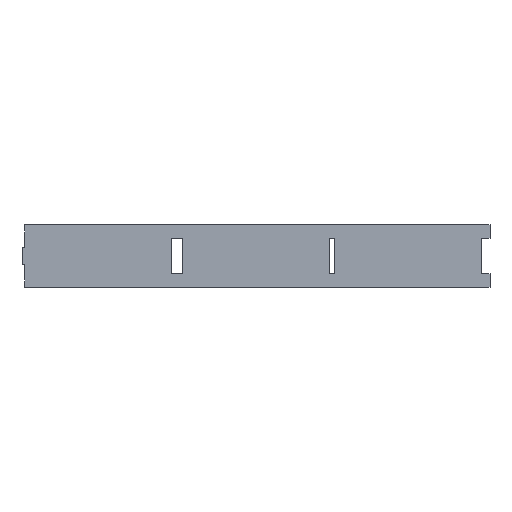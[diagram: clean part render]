
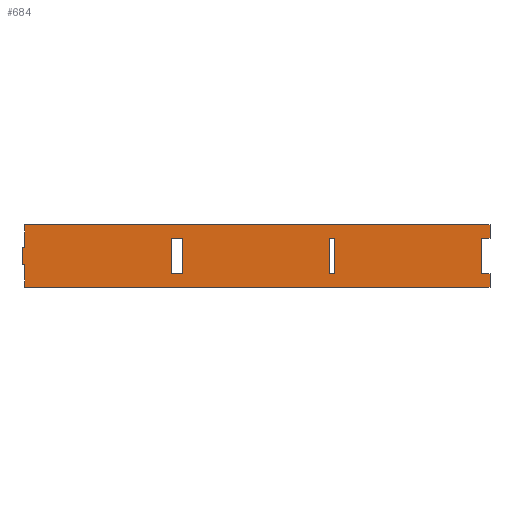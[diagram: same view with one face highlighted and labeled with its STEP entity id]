
A CAD part, top view. The second image highlights one B-rep face of the part: STEP entity #684.
In plain terms, the highlighted planar face has unit normal (0, 0, 1).
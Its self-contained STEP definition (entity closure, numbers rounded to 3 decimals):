
#36=CARTESIAN_POINT('Line Origine',(123.,0.,3.)) ;
#40=CARTESIAN_POINT('Vertex',(0.,0.,3.)) ;
#42=CARTESIAN_POINT('Vertex',(246.,0.,3.)) ;
#76=CARTESIAN_POINT('Line Origine',(246.,-3.5,3.)) ;
#80=CARTESIAN_POINT('Vertex',(246.,-7.,3.)) ;
#107=CARTESIAN_POINT('Line Origine',(243.75,-7.,3.)) ;
#111=CARTESIAN_POINT('Vertex',(241.5,-7.,3.)) ;
#138=CARTESIAN_POINT('Line Origine',(241.5,-16.5,3.)) ;
#142=CARTESIAN_POINT('Vertex',(241.5,-26.,3.)) ;
#169=CARTESIAN_POINT('Line Origine',(243.75,-26.,3.)) ;
#173=CARTESIAN_POINT('Vertex',(246.,-26.,3.)) ;
#195=CARTESIAN_POINT('Line Origine',(246.,-29.5,3.)) ;
#199=CARTESIAN_POINT('Vertex',(246.,-33.,3.)) ;
#226=CARTESIAN_POINT('Line Origine',(123.,-33.,3.)) ;
#230=CARTESIAN_POINT('Vertex',(0.,-33.,3.)) ;
#257=CARTESIAN_POINT('Line Origine',(0.,-27.,3.)) ;
#261=CARTESIAN_POINT('Vertex',(0.,-21.,3.)) ;
#288=CARTESIAN_POINT('Line Origine',(-0.75,-21.,3.)) ;
#292=CARTESIAN_POINT('Vertex',(-1.5,-21.,3.)) ;
#319=CARTESIAN_POINT('Line Origine',(-1.5,-16.5,3.)) ;
#323=CARTESIAN_POINT('Vertex',(-1.5,-12.,3.)) ;
#350=CARTESIAN_POINT('Line Origine',(-0.75,-12.,3.)) ;
#354=CARTESIAN_POINT('Vertex',(0.,-12.,3.)) ;
#376=CARTESIAN_POINT('Line Origine',(0.,-6.,3.)) ;
#399=CARTESIAN_POINT('Vertex',(83.5,-26.,3.)) ;
#413=CARTESIAN_POINT('Vertex',(77.5,-26.,3.)) ;
#416=CARTESIAN_POINT('Line Origine',(80.5,-26.,3.)) ;
#439=CARTESIAN_POINT('Vertex',(83.5,-7.,3.)) ;
#447=CARTESIAN_POINT('Line Origine',(83.5,-16.5,3.)) ;
#465=CARTESIAN_POINT('Vertex',(77.5,-7.,3.)) ;
#473=CARTESIAN_POINT('Line Origine',(80.5,-7.,3.)) ;
#495=CARTESIAN_POINT('Line Origine',(77.5,-16.5,3.)) ;
#513=CARTESIAN_POINT('Vertex',(164.,-26.,3.)) ;
#527=CARTESIAN_POINT('Vertex',(161.,-26.,3.)) ;
#530=CARTESIAN_POINT('Line Origine',(162.5,-26.,3.)) ;
#553=CARTESIAN_POINT('Vertex',(164.,-7.,3.)) ;
#561=CARTESIAN_POINT('Line Origine',(164.,-16.5,3.)) ;
#579=CARTESIAN_POINT('Vertex',(161.,-7.,3.)) ;
#587=CARTESIAN_POINT('Line Origine',(162.5,-7.,3.)) ;
#609=CARTESIAN_POINT('Line Origine',(161.,-16.5,3.)) ;
#653=CARTESIAN_POINT('Axis2P3D Location',(0.,0.,3.)) ;
#38=VECTOR('Line Direction',#37,1.) ;
#78=VECTOR('Line Direction',#77,1.) ;
#109=VECTOR('Line Direction',#108,1.) ;
#140=VECTOR('Line Direction',#139,1.) ;
#171=VECTOR('Line Direction',#170,1.) ;
#197=VECTOR('Line Direction',#196,1.) ;
#228=VECTOR('Line Direction',#227,1.) ;
#259=VECTOR('Line Direction',#258,1.) ;
#290=VECTOR('Line Direction',#289,1.) ;
#321=VECTOR('Line Direction',#320,1.) ;
#352=VECTOR('Line Direction',#351,1.) ;
#378=VECTOR('Line Direction',#377,1.) ;
#418=VECTOR('Line Direction',#417,1.) ;
#449=VECTOR('Line Direction',#448,1.) ;
#475=VECTOR('Line Direction',#474,1.) ;
#497=VECTOR('Line Direction',#496,1.) ;
#532=VECTOR('Line Direction',#531,1.) ;
#563=VECTOR('Line Direction',#562,1.) ;
#589=VECTOR('Line Direction',#588,1.) ;
#611=VECTOR('Line Direction',#610,1.) ;
#37=DIRECTION('Vector Direction',(1.,0.,0.)) ;
#77=DIRECTION('Vector Direction',(0.,-1.,0.)) ;
#108=DIRECTION('Vector Direction',(1.,0.,0.)) ;
#139=DIRECTION('Vector Direction',(0.,1.,0.)) ;
#170=DIRECTION('Vector Direction',(-1.,0.,0.)) ;
#196=DIRECTION('Vector Direction',(0.,-1.,0.)) ;
#227=DIRECTION('Vector Direction',(-1.,0.,0.)) ;
#258=DIRECTION('Vector Direction',(0.,1.,0.)) ;
#289=DIRECTION('Vector Direction',(1.,0.,0.)) ;
#320=DIRECTION('Vector Direction',(0.,-1.,0.)) ;
#351=DIRECTION('Vector Direction',(-1.,0.,0.)) ;
#377=DIRECTION('Vector Direction',(0.,1.,0.)) ;
#417=DIRECTION('Vector Direction',(1.,0.,0.)) ;
#448=DIRECTION('Vector Direction',(0.,-1.,0.)) ;
#474=DIRECTION('Vector Direction',(-1.,0.,0.)) ;
#496=DIRECTION('Vector Direction',(0.,1.,0.)) ;
#531=DIRECTION('Vector Direction',(1.,0.,0.)) ;
#562=DIRECTION('Vector Direction',(0.,-1.,0.)) ;
#588=DIRECTION('Vector Direction',(-1.,0.,0.)) ;
#610=DIRECTION('Vector Direction',(0.,1.,0.)) ;
#654=DIRECTION('Axis2P3D Direction',(0.,0.,-1.)) ;
#655=DIRECTION('Axis2P3D XDirection',(1.,0.,0.)) ;
#656=AXIS2_PLACEMENT_3D('Plane Axis2P3D',#653,#654,#655) ;
#39=LINE('Line',#36,#38) ;
#79=LINE('Line',#76,#78) ;
#110=LINE('Line',#107,#109) ;
#141=LINE('Line',#138,#140) ;
#172=LINE('Line',#169,#171) ;
#198=LINE('Line',#195,#197) ;
#229=LINE('Line',#226,#228) ;
#260=LINE('Line',#257,#259) ;
#291=LINE('Line',#288,#290) ;
#322=LINE('Line',#319,#321) ;
#353=LINE('Line',#350,#352) ;
#379=LINE('Line',#376,#378) ;
#419=LINE('Line',#416,#418) ;
#450=LINE('Line',#447,#449) ;
#476=LINE('Line',#473,#475) ;
#498=LINE('Line',#495,#497) ;
#533=LINE('Line',#530,#532) ;
#564=LINE('Line',#561,#563) ;
#590=LINE('Line',#587,#589) ;
#612=LINE('Line',#609,#611) ;
#657=PLANE('',#656) ;
#677=FACE_BOUND('',#672,.T.) ;
#683=FACE_BOUND('',#678,.T.) ;
#44=EDGE_CURVE('',#41,#43,#39,.T.) ;
#82=EDGE_CURVE('',#43,#81,#79,.T.) ;
#113=EDGE_CURVE('',#81,#112,#110,.F.) ;
#144=EDGE_CURVE('',#112,#143,#141,.F.) ;
#175=EDGE_CURVE('',#143,#174,#172,.F.) ;
#201=EDGE_CURVE('',#174,#200,#198,.T.) ;
#232=EDGE_CURVE('',#200,#231,#229,.T.) ;
#263=EDGE_CURVE('',#231,#262,#260,.T.) ;
#294=EDGE_CURVE('',#262,#293,#291,.F.) ;
#325=EDGE_CURVE('',#293,#324,#322,.F.) ;
#356=EDGE_CURVE('',#324,#355,#353,.F.) ;
#380=EDGE_CURVE('',#355,#41,#379,.T.) ;
#420=EDGE_CURVE('',#400,#414,#419,.F.) ;
#451=EDGE_CURVE('',#440,#400,#450,.T.) ;
#477=EDGE_CURVE('',#466,#440,#476,.F.) ;
#499=EDGE_CURVE('',#414,#466,#498,.T.) ;
#534=EDGE_CURVE('',#514,#528,#533,.F.) ;
#565=EDGE_CURVE('',#554,#514,#564,.T.) ;
#591=EDGE_CURVE('',#580,#554,#590,.F.) ;
#613=EDGE_CURVE('',#528,#580,#612,.T.) ;
#659=ORIENTED_EDGE('',*,*,#380,.F.) ;
#660=ORIENTED_EDGE('',*,*,#356,.F.) ;
#661=ORIENTED_EDGE('',*,*,#325,.F.) ;
#662=ORIENTED_EDGE('',*,*,#294,.F.) ;
#663=ORIENTED_EDGE('',*,*,#263,.F.) ;
#664=ORIENTED_EDGE('',*,*,#232,.F.) ;
#665=ORIENTED_EDGE('',*,*,#201,.F.) ;
#666=ORIENTED_EDGE('',*,*,#175,.F.) ;
#667=ORIENTED_EDGE('',*,*,#144,.F.) ;
#668=ORIENTED_EDGE('',*,*,#113,.F.) ;
#669=ORIENTED_EDGE('',*,*,#82,.F.) ;
#670=ORIENTED_EDGE('',*,*,#44,.F.) ;
#673=ORIENTED_EDGE('',*,*,#499,.T.) ;
#674=ORIENTED_EDGE('',*,*,#477,.T.) ;
#675=ORIENTED_EDGE('',*,*,#451,.T.) ;
#676=ORIENTED_EDGE('',*,*,#420,.T.) ;
#679=ORIENTED_EDGE('',*,*,#613,.T.) ;
#680=ORIENTED_EDGE('',*,*,#591,.T.) ;
#681=ORIENTED_EDGE('',*,*,#565,.T.) ;
#682=ORIENTED_EDGE('',*,*,#534,.T.) ;
#658=EDGE_LOOP('',(#659,#660,#661,#662,#663,#664,#665,#666,#667,#668,#669,#670)) ;
#672=EDGE_LOOP('',(#673,#674,#675,#676)) ;
#678=EDGE_LOOP('',(#679,#680,#681,#682)) ;
#41=VERTEX_POINT('',#40) ;
#43=VERTEX_POINT('',#42) ;
#81=VERTEX_POINT('',#80) ;
#112=VERTEX_POINT('',#111) ;
#143=VERTEX_POINT('',#142) ;
#174=VERTEX_POINT('',#173) ;
#200=VERTEX_POINT('',#199) ;
#231=VERTEX_POINT('',#230) ;
#262=VERTEX_POINT('',#261) ;
#293=VERTEX_POINT('',#292) ;
#324=VERTEX_POINT('',#323) ;
#355=VERTEX_POINT('',#354) ;
#400=VERTEX_POINT('',#399) ;
#414=VERTEX_POINT('',#413) ;
#440=VERTEX_POINT('',#439) ;
#466=VERTEX_POINT('',#465) ;
#514=VERTEX_POINT('',#513) ;
#528=VERTEX_POINT('',#527) ;
#554=VERTEX_POINT('',#553) ;
#580=VERTEX_POINT('',#579) ;
#684=ADVANCED_FACE('PartBody',(#671,#677,#683),#657,.F.) ;
#671=FACE_OUTER_BOUND('',#658,.T.) ;
